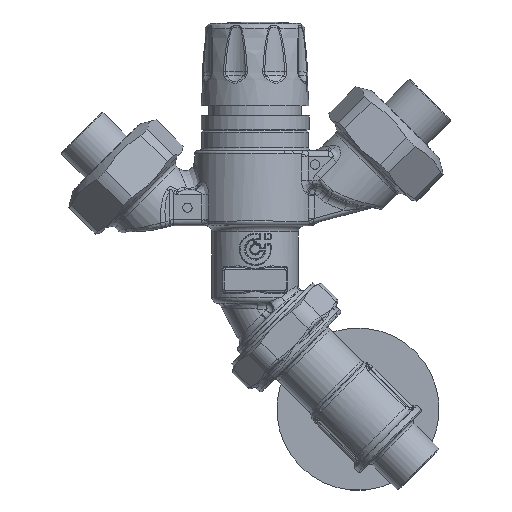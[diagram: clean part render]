
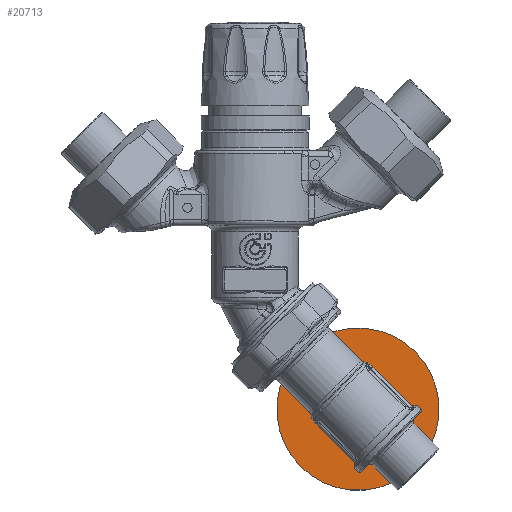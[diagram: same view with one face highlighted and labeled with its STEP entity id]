
A CAD part, top view. The second image highlights one B-rep face of the part: STEP entity #20713.
In plain terms, the highlighted face is planar.
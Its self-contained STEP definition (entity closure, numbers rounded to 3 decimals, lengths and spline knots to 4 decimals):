
#1926=FACE_BOUND('',#5110,.T.);
#3661=FACE_OUTER_BOUND('',#5109,.T.);
#5109=EDGE_LOOP('',(#18689));
#5110=EDGE_LOOP('',(#18690));
#8071=CIRCLE('',#23249,1.03);
#8075=CIRCLE('',#23257,0.3);
#9765=VERTEX_POINT('',#76145);
#9769=VERTEX_POINT('',#76159);
#12750=EDGE_CURVE('',#9765,#9765,#8071,.T.);
#12756=EDGE_CURVE('',#9769,#9769,#8075,.T.);
#18689=ORIENTED_EDGE('',*,*,#12750,.T.);
#18690=ORIENTED_EDGE('',*,*,#12756,.T.);
#19408=PLANE('',#23259);
#20713=ADVANCED_FACE('',(#3661,#1926),#19408,.F.);
#23249=AXIS2_PLACEMENT_3D('',#76147,#28705,#28706);
#23257=AXIS2_PLACEMENT_3D('',#76161,#28723,#28724);
#23259=AXIS2_PLACEMENT_3D('',#76163,#28727,#28728);
#28705=DIRECTION('center_axis',(0.,0.,-1.));
#28706=DIRECTION('ref_axis',(-1.,0.,0.));
#28723=DIRECTION('center_axis',(0.,0.,1.));
#28724=DIRECTION('ref_axis',(1.,0.,0.));
#28727=DIRECTION('center_axis',(0.,0.,1.));
#28728=DIRECTION('ref_axis',(1.,0.,0.));
#76145=CARTESIAN_POINT('',(1.03,0.,0.));
#76147=CARTESIAN_POINT('Origin',(0.,0.,0.));
#76159=CARTESIAN_POINT('',(-0.3,0.,0.));
#76161=CARTESIAN_POINT('Origin',(0.,0.,0.));
#76163=CARTESIAN_POINT('Origin',(0.,0.,0.));
